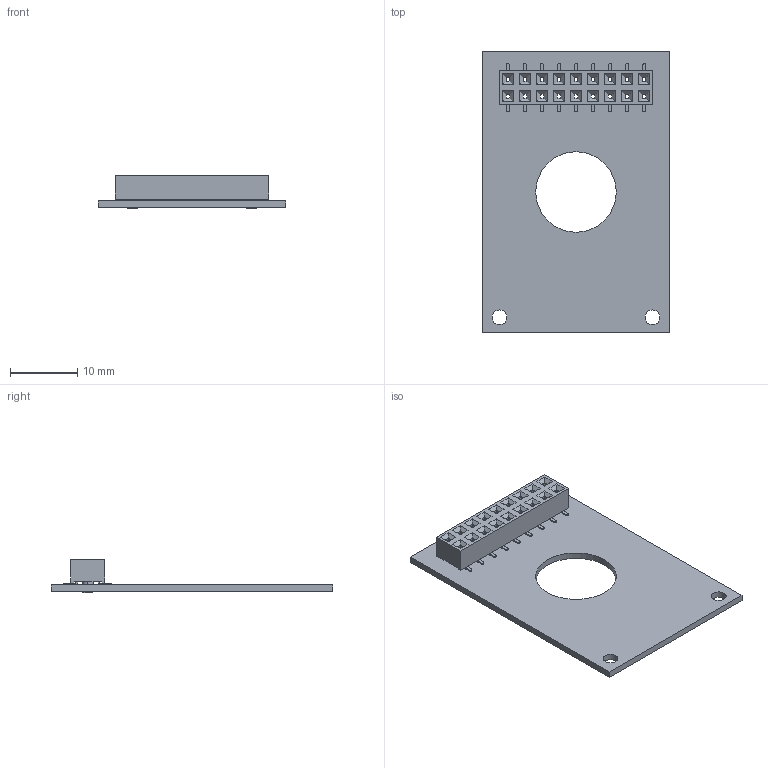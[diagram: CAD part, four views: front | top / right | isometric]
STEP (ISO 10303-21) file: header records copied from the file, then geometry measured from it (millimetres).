
FILE_DESCRIPTION(('KiCad electronic assembly'),'2;1');
FILE_NAME('TFT_Adapter.step','2024-07-14T15:57:59',('Pcbnew'),('Kicad'), 'Open CASCADE STEP processor 7.8','KiCad to STEP converter','Unknown' );
FILE_SCHEMA(('AUTOMOTIVE_DESIGN { 1 0 10303 214 1 1 1 1 }'));
Length unit declared in the file: millimetre
Products named in the file (4): TFT_Adapter 1; M20-7810945R; M20-7810945_ASM; _autosave-TFT_Adapter_PCB
Assembly tree (3 placements, depth 3):
  TFT_Adapter 1
    M20-7810945R
      M20-7810945_ASM
    _autosave-TFT_Adapter_PCB
Bounding box: 28 x 42 x 4.95 mm (x, y, z)
Volume: 1362.4 mm3; surface area: 3309.4 mm2
Topology: 20 solids, 20 shells, 1075 faces, 2915 edges, 1900 vertices
Faces by surface type: plane 792, cylinder 279, torus 4
Full cylindrical faces by diameter (mm): 1.02 x18, 1.8 x2, 2.2 x2, 12 x1
Entity records: 33868 total; most frequent: CARTESIAN_POINT 5894, ORIENTED_EDGE 5830, DIRECTION 5639, EDGE_CURVE 2915, LINE 2349, VECTOR 2349, VERTEX_POINT 1900, AXIS2_PLACEMENT_3D 1645
